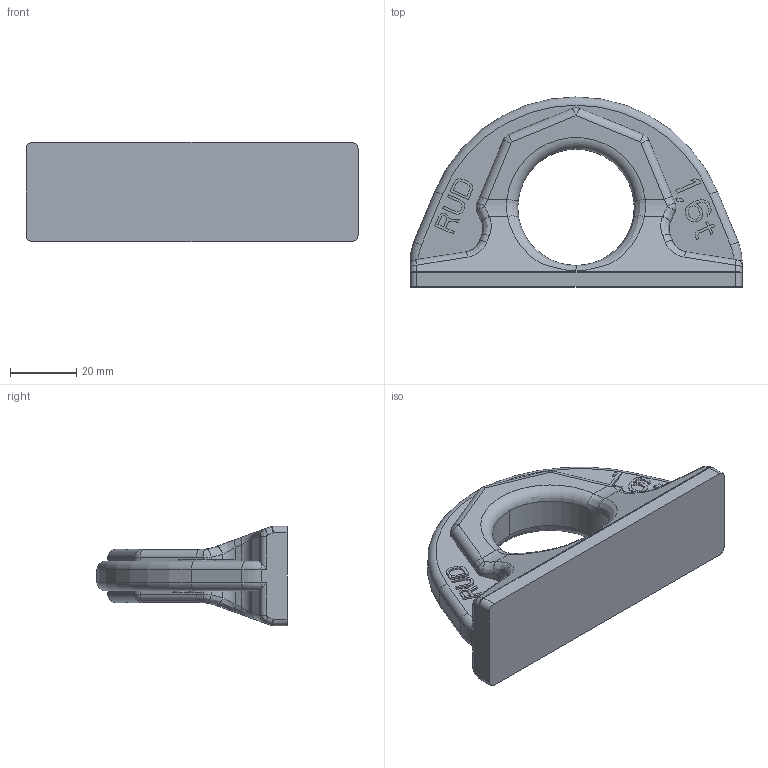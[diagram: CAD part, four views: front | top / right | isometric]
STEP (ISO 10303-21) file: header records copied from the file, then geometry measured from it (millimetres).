
FILE_DESCRIPTION((''),'2;1');
FILE_NAME('001-M33970-P1','2019-02-22T',('anja.joas'),(''),'PRO/ENGINEER BY PARAMETRIC TECHNOLOGY CORPORATION, 2011490','PRO/ENGINEER BY PARAMETRIC TECHNOLOGY CORPORATION, 2011490','');
FILE_SCHEMA(('CONFIG_CONTROL_DESIGN'));
Length unit declared in the file: millimetre
Products named in the file (1): 001-M33970-P1
Bounding box: 100 x 57.25 x 30 mm (x, y, z)
Volume: 59726.1 mm3; surface area: 15141.4 mm2
Topology: 1 solids, 1 shells, 412 faces, 1091 edges, 698 vertices
Faces by surface type: plane 288, cylinder 74, bspline 42, torus 8
Entity records: 14920 total; most frequent: CARTESIAN_POINT 4930, ORIENTED_EDGE 2182, DIRECTION 1869, EDGE_CURVE 1091, VECTOR 869, LINE 869, VERTEX_POINT 698, AXIS2_PLACEMENT_3D 500
